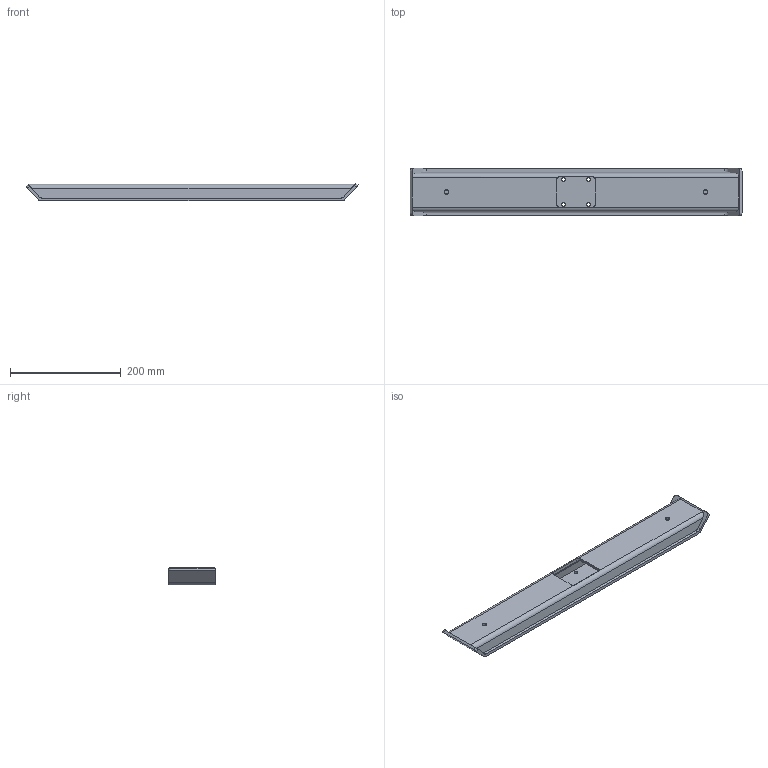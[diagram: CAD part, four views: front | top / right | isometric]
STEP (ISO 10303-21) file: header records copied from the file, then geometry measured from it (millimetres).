
FILE_DESCRIPTION((''),'2;1');
FILE_NAME('JC35TS-0321','2021-01-06T16:39:02',('sa'),('捷昌驱动'),'CREO PARAMETRIC BY PTC INC, 2018100','CREO PARAMETRIC BY PTC INC, 2018100','');
FILE_SCHEMA(('CONFIG_CONTROL_DESIGN'));
Length unit declared in the file: millimetre
Products named in the file (1): JC35TS-0321
Bounding box: 600 x 85 x 32.01 mm (x, y, z)
Volume: 550785.2 mm3; surface area: 220419.5 mm2
Topology: 1 solids, 3 shells, 62 faces, 178 edges, 118 vertices
Faces by surface type: cylinder 36, plane 26
Entity records: 2167 total; most frequent: CARTESIAN_POINT 463, ORIENTED_EDGE 348, DIRECTION 338, EDGE_CURVE 178, AXIS2_PLACEMENT_3D 119, VERTEX_POINT 118, VECTOR 100, LINE 100
